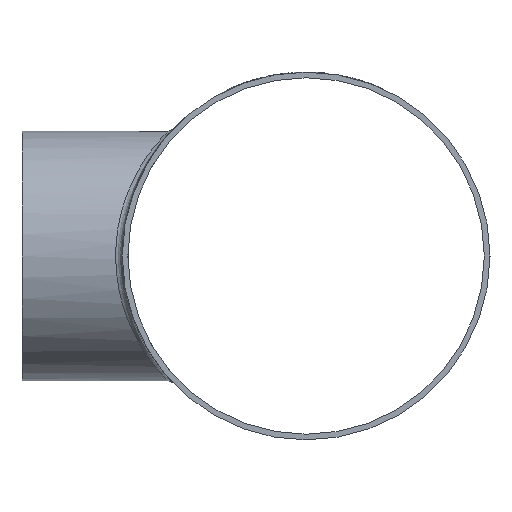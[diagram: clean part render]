
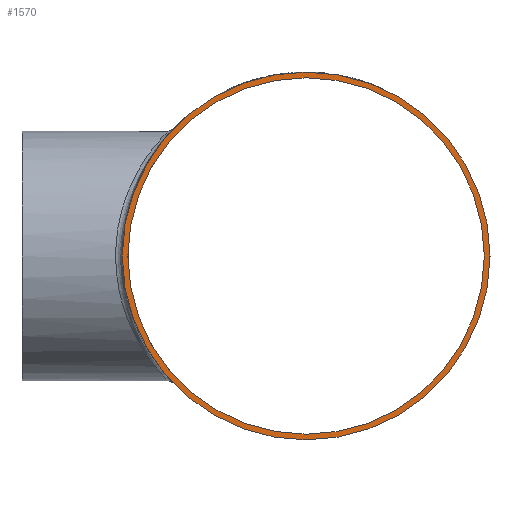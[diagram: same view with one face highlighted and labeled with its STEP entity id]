
A CAD part, left-side view. The second image highlights one B-rep face of the part: STEP entity #1570.
In plain terms, the highlighted planar face has unit normal (-1, 0, 0).
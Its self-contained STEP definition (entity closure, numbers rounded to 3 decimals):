
#355 = DIRECTION ( 'NONE',  ( -1., 0., 0. ) ) ;
#1570 = ADVANCED_FACE ( 'NONE', ( #15646, #14982 ), #13835, .T. ) ;
#1620 = CARTESIAN_POINT ( 'NONE',  ( -143., 0., 0. ) ) ;
#1949 = EDGE_LOOP ( 'NONE', ( #8357 ) ) ;
#3387 = VERTEX_POINT ( 'NONE', #15562 ) ;
#4286 = VERTEX_POINT ( 'NONE', #12663 ) ;
#5282 = DIRECTION ( 'NONE',  ( -1., 0., 0. ) ) ;
#6485 = CIRCLE ( 'NONE', #16663, 84.15 ) ;
#7217 = DIRECTION ( 'NONE',  ( 0., 0., 1. ) ) ;
#8006 = AXIS2_PLACEMENT_3D ( 'NONE', #16002, #355, #14655 ) ;
#8357 = ORIENTED_EDGE ( 'NONE', *, *, #15276, .F. ) ;
#10076 = DIRECTION ( 'NONE',  ( -1., 0., 0. ) ) ;
#11526 = CIRCLE ( 'NONE', #8006, 81.55 ) ;
#11599 = EDGE_CURVE ( 'NONE', #3387, #3387, #6485, .T. ) ;
#12663 = CARTESIAN_POINT ( 'NONE',  ( -143., 0., 81.55 ) ) ;
#13835 = PLANE ( 'NONE',  #14404 ) ;
#14021 = DIRECTION ( 'NONE',  ( 0., 0., 1. ) ) ;
#14395 = EDGE_LOOP ( 'NONE', ( #16185 ) ) ;
#14404 = AXIS2_PLACEMENT_3D ( 'NONE', #15309, #5282, #14021 ) ;
#14655 = DIRECTION ( 'NONE',  ( 0., 0., 1. ) ) ;
#14982 = FACE_OUTER_BOUND ( 'NONE', #14395, .T. ) ;
#15276 = EDGE_CURVE ( 'NONE', #4286, #4286, #11526, .T. ) ;
#15309 = CARTESIAN_POINT ( 'NONE',  ( -143., 0., 0. ) ) ;
#15562 = CARTESIAN_POINT ( 'NONE',  ( -143., 0., 84.15 ) ) ;
#15646 = FACE_BOUND ( 'NONE', #1949, .T. ) ;
#16002 = CARTESIAN_POINT ( 'NONE',  ( -143., 0., 0. ) ) ;
#16185 = ORIENTED_EDGE ( 'NONE', *, *, #11599, .T. ) ;
#16663 = AXIS2_PLACEMENT_3D ( 'NONE', #1620, #10076, #7217 ) ;
